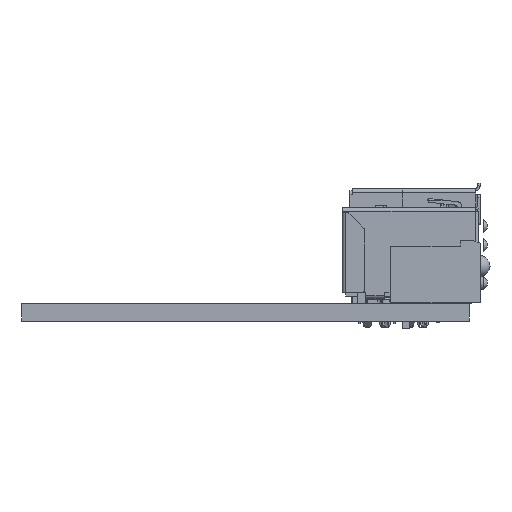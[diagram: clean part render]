
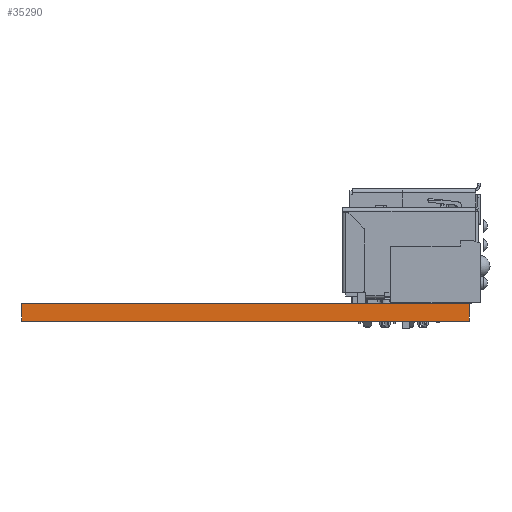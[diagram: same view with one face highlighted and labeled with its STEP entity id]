
A CAD part, left-side view. The second image highlights one B-rep face of the part: STEP entity #35290.
In plain terms, the highlighted planar face has unit normal (-1, 0, 0).
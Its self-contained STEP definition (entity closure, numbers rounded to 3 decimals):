
#2927=FACE_OUTER_BOUND('',#4714,.T.);
#4714=EDGE_LOOP('',(#23489,#23490,#23491,#23492));
#6846=LINE('',#50028,#10761);
#6847=LINE('',#50030,#10762);
#6848=LINE('',#50032,#10763);
#6849=LINE('',#50033,#10764);
#10761=VECTOR('',#40278,1.);
#10762=VECTOR('',#40279,1.);
#10763=VECTOR('',#40280,1.);
#10764=VECTOR('',#40281,1.);
#14676=VERTEX_POINT('',#50026);
#14677=VERTEX_POINT('',#50027);
#14678=VERTEX_POINT('',#50029);
#14679=VERTEX_POINT('',#50031);
#18217=EDGE_CURVE('',#14676,#14677,#6846,.T.);
#18218=EDGE_CURVE('',#14677,#14678,#6847,.T.);
#18219=EDGE_CURVE('',#14679,#14678,#6848,.T.);
#18220=EDGE_CURVE('',#14676,#14679,#6849,.T.);
#23489=ORIENTED_EDGE('',*,*,#18217,.T.);
#23490=ORIENTED_EDGE('',*,*,#18218,.T.);
#23491=ORIENTED_EDGE('',*,*,#18219,.F.);
#23492=ORIENTED_EDGE('',*,*,#18220,.F.);
#34033=PLANE('',#37356);
#35290=ADVANCED_FACE('',(#2927),#34033,.T.);
#37356=AXIS2_PLACEMENT_3D('',#50025,#40276,#40277);
#40276=DIRECTION('center_axis',(-1.,0.,0.));
#40277=DIRECTION('ref_axis',(0.,1.,0.));
#40278=DIRECTION('',(0.,0.,1.));
#40279=DIRECTION('',(0.,1.,0.));
#40280=DIRECTION('',(0.,0.,1.));
#40281=DIRECTION('',(0.,1.,0.));
#50025=CARTESIAN_POINT('Origin',(-5.,0.,-2.303));
#50026=CARTESIAN_POINT('',(-5.,0.,-2.303));
#50027=CARTESIAN_POINT('',(-5.,0.,0.));
#50028=CARTESIAN_POINT('',(-5.,0.,-2.303));
#50029=CARTESIAN_POINT('',(-5.,60.,0.));
#50030=CARTESIAN_POINT('',(-5.,0.,0.));
#50031=CARTESIAN_POINT('',(-5.,60.,-2.303));
#50032=CARTESIAN_POINT('',(-5.,60.,-2.303));
#50033=CARTESIAN_POINT('',(-5.,0.,-2.303));
